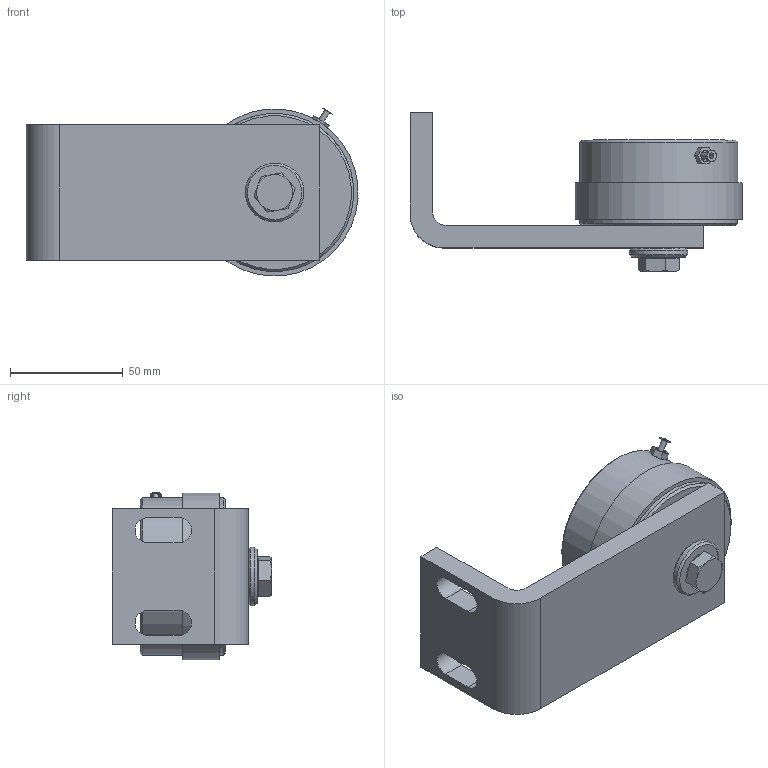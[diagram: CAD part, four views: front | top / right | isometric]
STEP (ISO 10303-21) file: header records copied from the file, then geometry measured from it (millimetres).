
FILE_DESCRIPTION(/* description */ (''),/* implementation_level */ '2;1');
FILE_NAME(/* name */ '25072B.stp',/* time_stamp */ '2019-08-08T09:41:03+02:00',/* author */ ('DOMINIQUE'),/* organization */ (''),/* preprocessor_version */ 'ST-DEVELOPER v17.2',/* originating_system */ 'Autodesk Inventor 2019',/* authorisation */ '');
FILE_SCHEMA (('AUTOMOTIVE_DESIGN { 1 0 10303 214 3 1 1 }'));
Length unit declared in the file: millimetre
Products named in the file (1): 25072B
Bounding box: 146.91 x 70.4 x 74.29 mm (x, y, z)
Volume: 228424.3 mm3; surface area: 86668 mm2
Topology: 9 solids, 10 shells, 230 faces, 553 edges, 369 vertices
Faces by surface type: plane 109, cone 84, cylinder 32, torus 3, bspline 2
Full cylindrical faces by diameter (mm): 2.459 x1, 4.134 x1, 6 x1, 8.376 x1, 10 x2, 10.5 x1, 15.99 x1, 24.8 x1, 25 x1, 26 x1, 35.4 x1, 42.6 x1, 60 x1, 62 x1, 64 x2, 70 x4, 74 x1
Entity records: 10221 total; most frequent: CARTESIAN_POINT 4393, DIRECTION 1250, ORIENTED_EDGE 1106, EDGE_CURVE 553, AXIS2_PLACEMENT_3D 518, VERTEX_POINT 403, EDGE_LOOP 310, CIRCLE 233
